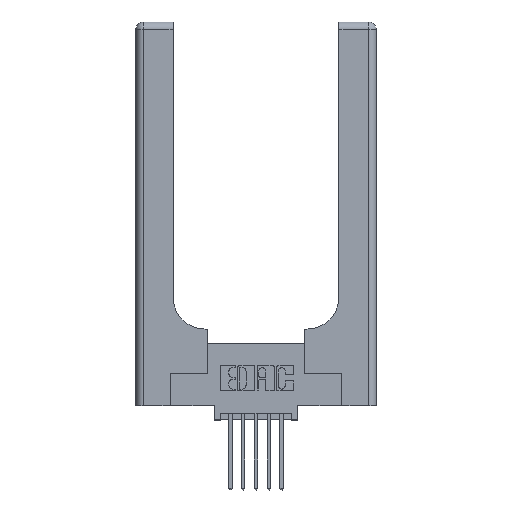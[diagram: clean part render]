
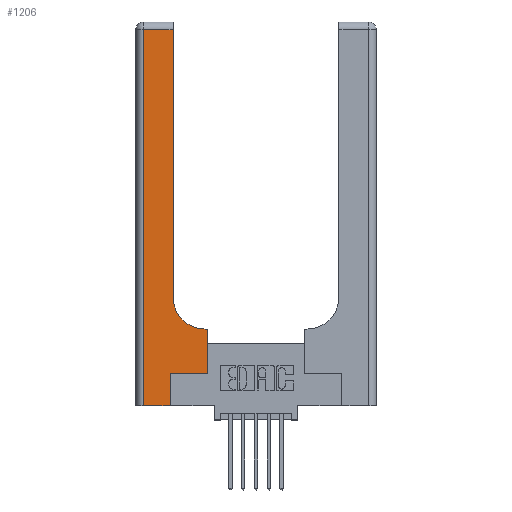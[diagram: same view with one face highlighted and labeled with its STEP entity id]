
A CAD part, top view. The second image highlights one B-rep face of the part: STEP entity #1206.
In plain terms, the highlighted planar face has unit normal (0, 0, 1).
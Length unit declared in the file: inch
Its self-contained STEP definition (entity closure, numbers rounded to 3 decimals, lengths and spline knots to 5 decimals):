
#2 = VERTEX_POINT ( 'NONE', #6121 ) ;
#58 = VECTOR ( 'NONE', #12449, 39.37008 ) ;
#372 = VERTEX_POINT ( 'NONE', #5714 ) ;
#384 = CARTESIAN_POINT ( 'NONE',  ( 0.06, 0., 0.37 ) ) ;
#386 = ORIENTED_EDGE ( 'NONE', *, *, #8653, .T. ) ;
#528 = EDGE_CURVE ( 'NONE', #372, #1753, #5619, .T. ) ;
#722 = EDGE_CURVE ( 'NONE', #12737, #372, #6143, .T. ) ;
#815 = CARTESIAN_POINT ( 'NONE',  ( 0.2915, 3., 0.37 ) ) ;
#820 = LINE ( 'NONE', #11223, #3412 ) ;
#938 = DIRECTION ( 'NONE',  ( -1., 0., 0. ) ) ;
#958 = DIRECTION ( 'NONE',  ( 0., 0., -1. ) ) ;
#959 = DIRECTION ( 'NONE',  ( 0., 1., 0. ) ) ;
#986 = PLANE ( 'NONE',  #3288 ) ;
#1206 = ADVANCED_FACE ( 'NONE', ( #12829 ), #986, .F. ) ;
#1265 = DIRECTION ( 'NONE',  ( 1., 0., 0. ) ) ;
#1397 = EDGE_CURVE ( 'NONE', #8044, #11157, #3054, .T. ) ;
#1753 = VERTEX_POINT ( 'NONE', #9461 ) ;
#2029 = ORIENTED_EDGE ( 'NONE', *, *, #528, .T. ) ;
#2036 = CARTESIAN_POINT ( 'NONE',  ( 0., 3., 0.37 ) ) ;
#2171 = CARTESIAN_POINT ( 'NONE',  ( 0.06, 2.94, 0.37 ) ) ;
#2455 = VECTOR ( 'NONE', #1265, 39.37008 ) ;
#2544 = CARTESIAN_POINT ( 'NONE',  ( 0.5585, 0.6, 0.37 ) ) ;
#2581 = CARTESIAN_POINT ( 'NONE',  ( 0.06, 3., 0.37 ) ) ;
#3049 = LINE ( 'NONE', #2581, #58 ) ;
#3054 = LINE ( 'NONE', #13173, #13990 ) ;
#3092 = CARTESIAN_POINT ( 'NONE',  ( 0., 2.94, 0.37 ) ) ;
#3288 = AXIS2_PLACEMENT_3D ( 'NONE', #2036, #958, #938 ) ;
#3334 = DIRECTION ( 'NONE',  ( 0., 1., 0. ) ) ;
#3412 = VECTOR ( 'NONE', #7979, 39.37008 ) ;
#3531 = ORIENTED_EDGE ( 'NONE', *, *, #4420, .T. ) ;
#4420 = EDGE_CURVE ( 'NONE', #7728, #8044, #3049, .T. ) ;
#4768 = ORIENTED_EDGE ( 'NONE', *, *, #8422, .T. ) ;
#5619 = LINE ( 'NONE', #815, #11094 ) ;
#5714 = CARTESIAN_POINT ( 'NONE',  ( 0.2915, 0.85, 0.37 ) ) ;
#5761 = CARTESIAN_POINT ( 'NONE',  ( 0.269, 0., 0.37 ) ) ;
#6121 = CARTESIAN_POINT ( 'NONE',  ( 0.269, 0.25, 0.37 ) ) ;
#6143 = CIRCLE ( 'NONE', #8246, 0.25 ) ;
#6182 = VERTEX_POINT ( 'NONE', #6715 ) ;
#6533 = CARTESIAN_POINT ( 'NONE',  ( 0.2915, 0.6, 0.37 ) ) ;
#6715 = CARTESIAN_POINT ( 'NONE',  ( 0.5585, 0.25, 0.37 ) ) ;
#7092 = EDGE_CURVE ( 'NONE', #1753, #7728, #10876, .T. ) ;
#7288 = VECTOR ( 'NONE', #11858, 39.37008 ) ;
#7697 = CARTESIAN_POINT ( 'NONE',  ( 0.5415, 0.6, 0.37 ) ) ;
#7728 = VERTEX_POINT ( 'NONE', #2171 ) ;
#7979 = DIRECTION ( 'NONE',  ( 0., 1., 0. ) ) ;
#8044 = VERTEX_POINT ( 'NONE', #384 ) ;
#8246 = AXIS2_PLACEMENT_3D ( 'NONE', #11523, #11563, #11572 ) ;
#8286 = LINE ( 'NONE', #8940, #2455 ) ;
#8344 = VECTOR ( 'NONE', #10915, 39.37008 ) ;
#8422 = EDGE_CURVE ( 'NONE', #2, #6182, #8286, .T. ) ;
#8653 = EDGE_CURVE ( 'NONE', #11157, #2, #9136, .T. ) ;
#8794 = VECTOR ( 'NONE', #3334, 39.37008 ) ;
#8940 = CARTESIAN_POINT ( 'NONE',  ( 0.269, 0.25, 0.37 ) ) ;
#9136 = LINE ( 'NONE', #10974, #8794 ) ;
#9324 = ORIENTED_EDGE ( 'NONE', *, *, #7092, .T. ) ;
#9461 = CARTESIAN_POINT ( 'NONE',  ( 0.2915, 2.94, 0.37 ) ) ;
#10545 = EDGE_LOOP ( 'NONE', ( #2029, #9324, #3531, #12355, #386, #4768, #12115, #13736, #13351 ) ) ;
#10876 = LINE ( 'NONE', #3092, #7288 ) ;
#10915 = DIRECTION ( 'NONE',  ( -1., 0., 0. ) ) ;
#10974 = CARTESIAN_POINT ( 'NONE',  ( 0.269, 0., 0.37 ) ) ;
#11094 = VECTOR ( 'NONE', #959, 39.37008 ) ;
#11157 = VERTEX_POINT ( 'NONE', #5761 ) ;
#11223 = CARTESIAN_POINT ( 'NONE',  ( 0.5585, 0.25, 0.37 ) ) ;
#11246 = LINE ( 'NONE', #6533, #8344 ) ;
#11436 = EDGE_CURVE ( 'NONE', #6182, #13432, #820, .T. ) ;
#11523 = CARTESIAN_POINT ( 'NONE',  ( 0.5415, 0.85, 0.37 ) ) ;
#11563 = DIRECTION ( 'NONE',  ( 0., 0., -1. ) ) ;
#11572 = DIRECTION ( 'NONE',  ( 1., 0., 0. ) ) ;
#11858 = DIRECTION ( 'NONE',  ( -1., 0., 0. ) ) ;
#12115 = ORIENTED_EDGE ( 'NONE', *, *, #11436, .T. ) ;
#12355 = ORIENTED_EDGE ( 'NONE', *, *, #1397, .T. ) ;
#12449 = DIRECTION ( 'NONE',  ( 0., -1., 0. ) ) ;
#12737 = VERTEX_POINT ( 'NONE', #7697 ) ;
#12829 = FACE_OUTER_BOUND ( 'NONE', #10545, .T. ) ;
#13022 = DIRECTION ( 'NONE',  ( 1., 0., 0. ) ) ;
#13173 = CARTESIAN_POINT ( 'NONE',  ( 0., 0., 0.37 ) ) ;
#13254 = EDGE_CURVE ( 'NONE', #13432, #12737, #11246, .T. ) ;
#13351 = ORIENTED_EDGE ( 'NONE', *, *, #722, .T. ) ;
#13432 = VERTEX_POINT ( 'NONE', #2544 ) ;
#13736 = ORIENTED_EDGE ( 'NONE', *, *, #13254, .T. ) ;
#13990 = VECTOR ( 'NONE', #13022, 39.37008 ) ;
